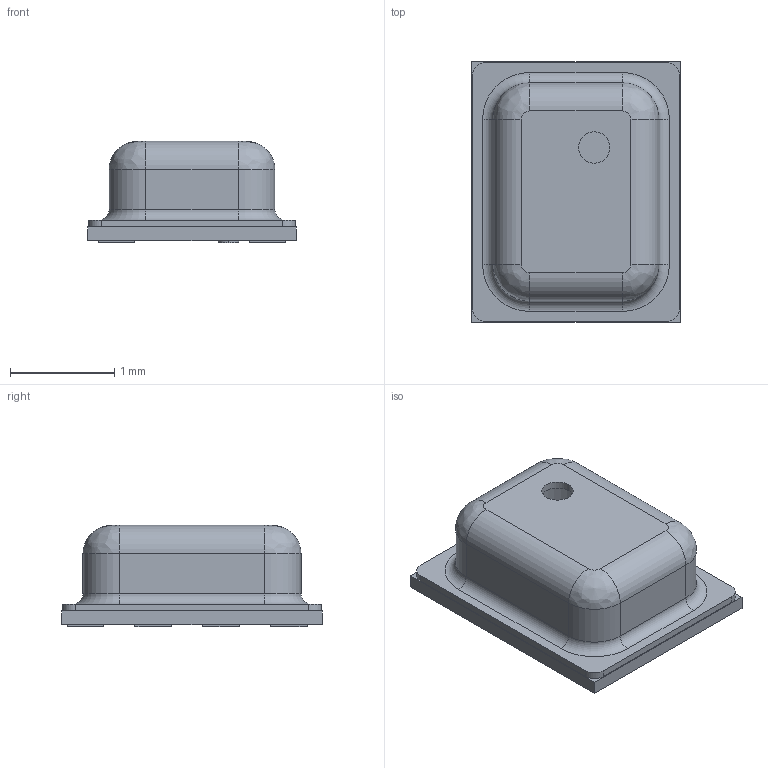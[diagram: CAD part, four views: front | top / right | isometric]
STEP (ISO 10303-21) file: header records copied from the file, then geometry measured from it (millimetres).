
FILE_DESCRIPTION (( 'STEP AP203' ), '1' );
FILE_NAME ('BMX280_COMBO.step_Default_sldprt.STEP', '2023-07-18T01:01:59', ( '' ), ( '' ), 'SwSTEP 2.0', 'SolidWorks 2022', '' );
FILE_SCHEMA (( 'CONFIG_CONTROL_DESIGN' ));
Length unit declared in the file: millimetre
Products named in the file (1): BMX280_COMBO.step_Default_sldprt
Bounding box: 2 x 2.5 x 0.97 mm (x, y, z)
Volume: 1.9 mm3; surface area: 26.4 mm2
Topology: 1 solids, 1 shells, 108 faces, 252 edges, 160 vertices
Faces by surface type: plane 68, cylinder 28, bspline 8, torus 4
Entity records: 3161 total; most frequent: CARTESIAN_POINT 585, DIRECTION 522, ORIENTED_EDGE 504, EDGE_CURVE 252, LINE 184, VECTOR 184, AXIS2_PLACEMENT_3D 169, VERTEX_POINT 160
